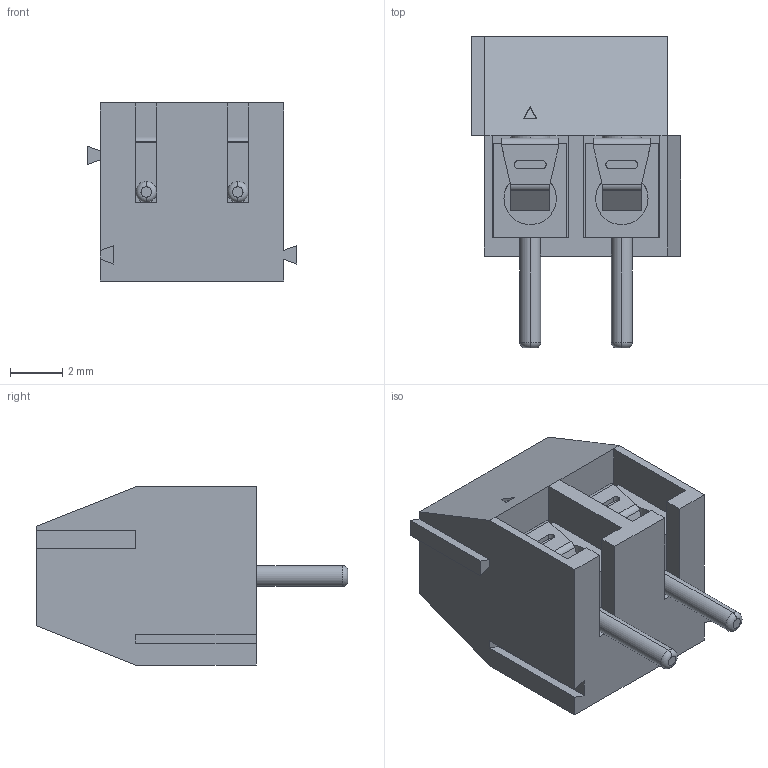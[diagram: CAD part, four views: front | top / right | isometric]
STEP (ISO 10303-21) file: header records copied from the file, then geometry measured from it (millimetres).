
FILE_DESCRIPTION (( 'STEP AP214' ), '1' );
FILE_NAME ('DG350-3.5-02P-12-00AH.STEP', '2021-01-18T04:32:03', ( '' ), ( '' ), 'SwSTEP 2.0', 'SolidWorks 2020', '' );
FILE_SCHEMA (( 'AUTOMOTIVE_DESIGN' ));
Length unit declared in the file: millimetre
Products named in the file (1): DG350-3.5-02P-12-00AH
Bounding box: 8 x 11.9 x 6.8 mm (x, y, z)
Volume: 287.2 mm3; surface area: 714.3 mm2
Topology: 1 solids, 1 shells, 417 faces, 1112 edges, 728 vertices
Faces by surface type: plane 218, bspline 147, cylinder 30, torus 18, cone 4
Entity records: 24255 total; most frequent: CARTESIAN_POINT 10917, ORIENTED_EDGE 2224, DIRECTION 1448, EDGE_CURVE 1112, VERTEX_POINT 728, VECTOR 698, LINE 698, EDGE_LOOP 454
